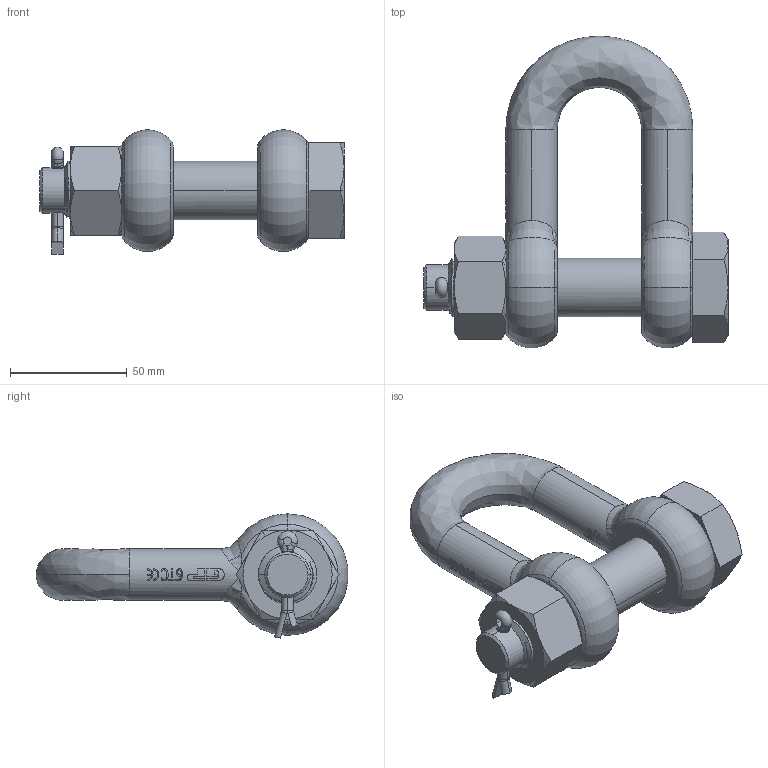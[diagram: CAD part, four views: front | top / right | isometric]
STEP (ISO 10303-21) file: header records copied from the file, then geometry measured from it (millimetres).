
FILE_DESCRIPTION(('STEP AP214'),'1');
FILE_NAME('gpgdmb22.stp','2017-03-31T06:09:38',('TraceParts'),('TraceParts S.A.'),'Spatial InterOp 3D',' ',' ');
FILE_SCHEMA(('automotive_design'));
Length unit declared in the file: millimetre
Products named in the file (4): gpgdmb22_1; gpgdmb22_2; gpgdmb22_3; gpgdmb22_4
Bounding box: 130 x 133.31 x 53.17 mm (x, y, z)
Volume: 218377.9 mm3; surface area: 49361.2 mm2
Topology: 4 solids, 4 shells, 629 faces, 1704 edges, 1112 vertices
Faces by surface type: bspline 253, plane 234, cylinder 101, cone 30, torus 11
Entity records: 33235 total; most frequent: CARTESIAN_POINT 19307, ORIENTED_EDGE 3392, DIRECTION 2017, EDGE_CURVE 1696, VERTEX_POINT 1112, LINE 793, VECTOR 793, EDGE_LOOP 674
